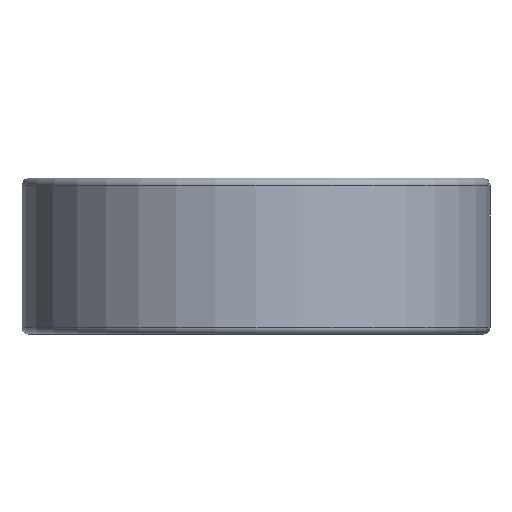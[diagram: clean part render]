
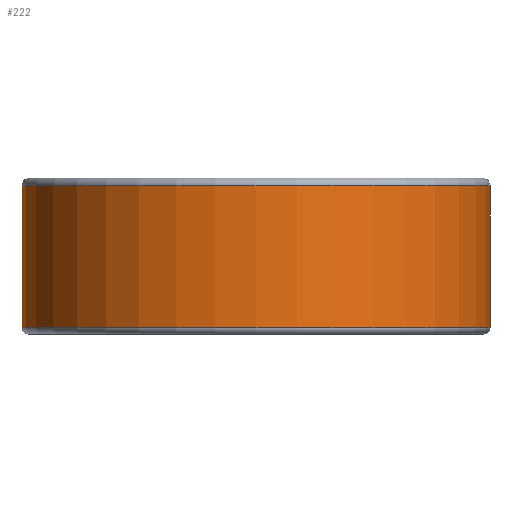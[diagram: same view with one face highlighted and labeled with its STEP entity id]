
A CAD part, front view. The second image highlights one B-rep face of the part: STEP entity #222.
In plain terms, the highlighted cylindrical face has radius 150 mm (diameter 300 mm), a partial arc.
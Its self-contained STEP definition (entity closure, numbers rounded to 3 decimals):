
#222 = ADVANCED_FACE ( 'NONE', ( #10322 ), #13707, .T. ) ;
#631 = AXIS2_PLACEMENT_3D ( 'NONE', #7152, #4552, #10796 ) ;
#1025 = CARTESIAN_POINT ( 'NONE',  ( 150., 0., -46. ) ) ;
#1148 = CIRCLE ( 'NONE', #7499, 150. ) ;
#1737 = CARTESIAN_POINT ( 'NONE',  ( 150., 0., 0. ) ) ;
#2277 = CARTESIAN_POINT ( 'NONE',  ( -150., 0., 45. ) ) ;
#2964 = VERTEX_POINT ( 'NONE', #1025 ) ;
#3575 = ORIENTED_EDGE ( 'NONE', *, *, #10390, .F. ) ;
#4117 = DIRECTION ( 'NONE',  ( 0., 0., 1. ) ) ;
#4552 = DIRECTION ( 'NONE',  ( 0., 0., -1. ) ) ;
#4685 = DIRECTION ( 'NONE',  ( 0., 0., 1. ) ) ;
#5128 = CARTESIAN_POINT ( 'NONE',  ( -150., 0., 0. ) ) ;
#5186 = CARTESIAN_POINT ( 'NONE',  ( 150., 0., 45. ) ) ;
#5863 = VECTOR ( 'NONE', #4117, 1000. ) ;
#5988 = DIRECTION ( 'NONE',  ( -1., 0., 0. ) ) ;
#6683 = VERTEX_POINT ( 'NONE', #2277 ) ;
#6819 = ORIENTED_EDGE ( 'NONE', *, *, #6892, .T. ) ;
#6892 = EDGE_CURVE ( 'NONE', #2964, #9742, #7779, .T. ) ;
#7152 = CARTESIAN_POINT ( 'NONE',  ( 0., 0., 45. ) ) ;
#7349 = LINE ( 'NONE', #5128, #9498 ) ;
#7499 = AXIS2_PLACEMENT_3D ( 'NONE', #8422, #14598, #5988 ) ;
#7556 = VERTEX_POINT ( 'NONE', #8810 ) ;
#7779 = LINE ( 'NONE', #1737, #5863 ) ;
#7989 = ORIENTED_EDGE ( 'NONE', *, *, #11903, .T. ) ;
#8422 = CARTESIAN_POINT ( 'NONE',  ( 0., 0., -46. ) ) ;
#8674 = EDGE_LOOP ( 'NONE', ( #3575, #13727, #6819, #7989 ) ) ;
#8774 = DIRECTION ( 'NONE',  ( 0., 0., 1. ) ) ;
#8810 = CARTESIAN_POINT ( 'NONE',  ( -150., 0., -46. ) ) ;
#9244 = CIRCLE ( 'NONE', #631, 150. ) ;
#9362 = CARTESIAN_POINT ( 'NONE',  ( 0., 0., 0. ) ) ;
#9498 = VECTOR ( 'NONE', #8774, 1000. ) ;
#9742 = VERTEX_POINT ( 'NONE', #5186 ) ;
#10322 = FACE_OUTER_BOUND ( 'NONE', #8674, .T. ) ;
#10390 = EDGE_CURVE ( 'NONE', #7556, #6683, #7349, .T. ) ;
#10564 = EDGE_CURVE ( 'NONE', #7556, #2964, #1148, .T. ) ;
#10796 = DIRECTION ( 'NONE',  ( 1., 0., 0. ) ) ;
#11903 = EDGE_CURVE ( 'NONE', #9742, #6683, #9244, .T. ) ;
#13707 = CYLINDRICAL_SURFACE ( 'NONE', #13737, 150. ) ;
#13727 = ORIENTED_EDGE ( 'NONE', *, *, #10564, .T. ) ;
#13737 = AXIS2_PLACEMENT_3D ( 'NONE', #9362, #4685, #15500 ) ;
#14598 = DIRECTION ( 'NONE',  ( 0., 0., 1. ) ) ;
#15500 = DIRECTION ( 'NONE',  ( 1., 0., 0. ) ) ;
